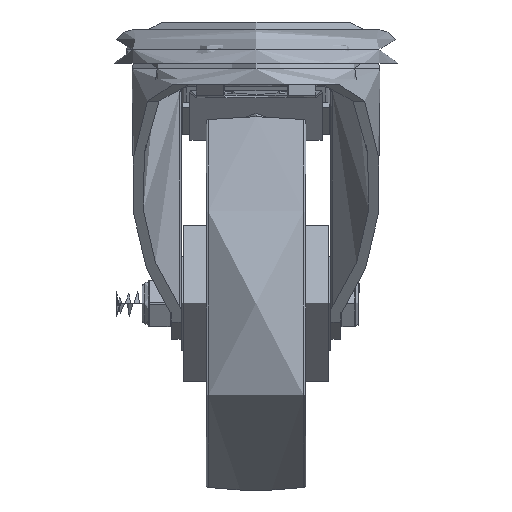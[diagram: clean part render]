
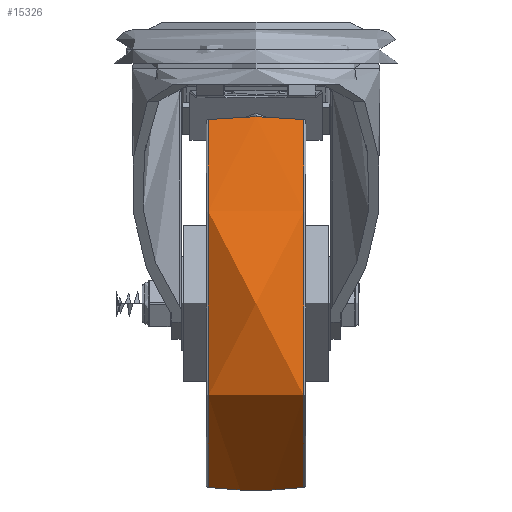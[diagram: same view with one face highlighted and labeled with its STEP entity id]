
A CAD part, left-side view. The second image highlights one B-rep face of the part: STEP entity #15326.
In plain terms, the highlighted free-form (B-spline) face has degree [2, 2] with [3, 9] control points.
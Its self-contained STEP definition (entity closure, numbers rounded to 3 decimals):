
#74=(
BOUNDED_SURFACE()
B_SPLINE_SURFACE(2,2,((#27122,#27123,#27124,#27125,#27126,#27127,#27128,
#27129,#27130),(#27131,#27132,#27133,#27134,#27135,#27136,#27137,#27138,
#27139),(#27140,#27141,#27142,#27143,#27144,#27145,#27146,#27147,#27148)),
 .UNSPECIFIED.,.F.,.T.,.F.)
B_SPLINE_SURFACE_WITH_KNOTS((3,3),(3,2,2,2,3),(-0.119,0.119),
(-3.142,-1.571,0.,1.571,3.142),
 .UNSPECIFIED.)
GEOMETRIC_REPRESENTATION_ITEM()
RATIONAL_B_SPLINE_SURFACE(((1.,0.707,1.,0.707,1.,
0.707,1.,0.707,1.),(0.993,0.702,
0.993,0.702,0.993,0.702,
0.993,0.702,0.993),(1.,0.707,
1.,0.707,1.,0.707,1.,0.707,1.)))
REPRESENTATION_ITEM('')
SURFACE()
);
#4531=FACE_OUTER_BOUND('',#5468,.T.);
#5468=EDGE_LOOP('',(#12049,#12050,#12051,#12052));
#6342=CIRCLE('',#16668,73.858);
#6343=CIRCLE('',#16669,160.625);
#6344=CIRCLE('',#16670,73.858);
#7213=VERTEX_POINT('',#27119);
#7214=VERTEX_POINT('',#27149);
#8984=EDGE_CURVE('',#7213,#7213,#6342,.T.);
#8985=EDGE_CURVE('',#7213,#7214,#6343,.T.);
#8986=EDGE_CURVE('',#7214,#7214,#6344,.T.);
#12049=ORIENTED_EDGE('',*,*,#8984,.F.);
#12050=ORIENTED_EDGE('',*,*,#8985,.T.);
#12051=ORIENTED_EDGE('',*,*,#8986,.T.);
#12052=ORIENTED_EDGE('',*,*,#8985,.F.);
#15326=ADVANCED_FACE('',(#4531),#74,.F.);
#16668=AXIS2_PLACEMENT_3D('',#27121,#18977,#18978);
#16669=AXIS2_PLACEMENT_3D('',#27150,#18979,#18980);
#16670=AXIS2_PLACEMENT_3D('',#27151,#18981,#18982);
#18977=DIRECTION('center_axis',(0.,1.,0.));
#18978=DIRECTION('ref_axis',(0.,0.,1.));
#18979=DIRECTION('center_axis',(-1.,0.,0.));
#18980=DIRECTION('ref_axis',(0.,0.,-1.));
#18981=DIRECTION('center_axis',(0.,1.,0.));
#18982=DIRECTION('ref_axis',(0.,0.,1.));
#27119=CARTESIAN_POINT('',(0.,19.119,-73.858));
#27121=CARTESIAN_POINT('Origin',(0.,19.119,0.));
#27122=CARTESIAN_POINT('Ctrl Pts',(0.,-19.119,-73.858));
#27123=CARTESIAN_POINT('Ctrl Pts',(-73.858,-19.119,
-73.858));
#27124=CARTESIAN_POINT('Ctrl Pts',(-73.858,-19.119,
0.));
#27125=CARTESIAN_POINT('Ctrl Pts',(-73.858,-19.119,
73.858));
#27126=CARTESIAN_POINT('Ctrl Pts',(0.,-19.119,73.858));
#27127=CARTESIAN_POINT('Ctrl Pts',(73.858,-19.119,73.858));
#27128=CARTESIAN_POINT('Ctrl Pts',(73.858,-19.119,0.));
#27129=CARTESIAN_POINT('Ctrl Pts',(73.858,-19.119,-73.858));
#27130=CARTESIAN_POINT('Ctrl Pts',(0.,-19.119,-73.858));
#27131=CARTESIAN_POINT('Ctrl Pts',(0.,0.,-76.15));
#27132=CARTESIAN_POINT('Ctrl Pts',(-76.15,0.,
-76.15));
#27133=CARTESIAN_POINT('Ctrl Pts',(-76.15,0.,
0.));
#27134=CARTESIAN_POINT('Ctrl Pts',(-76.15,0.,
76.15));
#27135=CARTESIAN_POINT('Ctrl Pts',(0.,0.,76.15));
#27136=CARTESIAN_POINT('Ctrl Pts',(76.15,0.,
76.15));
#27137=CARTESIAN_POINT('Ctrl Pts',(76.15,0.,
0.));
#27138=CARTESIAN_POINT('Ctrl Pts',(76.15,0.,
-76.15));
#27139=CARTESIAN_POINT('Ctrl Pts',(0.,0.,-76.15));
#27140=CARTESIAN_POINT('Ctrl Pts',(0.,19.119,-73.858));
#27141=CARTESIAN_POINT('Ctrl Pts',(-73.858,19.119,-73.858));
#27142=CARTESIAN_POINT('Ctrl Pts',(-73.858,19.119,0.));
#27143=CARTESIAN_POINT('Ctrl Pts',(-73.858,19.119,73.858));
#27144=CARTESIAN_POINT('Ctrl Pts',(0.,19.119,73.858));
#27145=CARTESIAN_POINT('Ctrl Pts',(73.858,19.119,73.858));
#27146=CARTESIAN_POINT('Ctrl Pts',(73.858,19.119,0.));
#27147=CARTESIAN_POINT('Ctrl Pts',(73.858,19.119,-73.858));
#27148=CARTESIAN_POINT('Ctrl Pts',(0.,19.119,-73.858));
#27149=CARTESIAN_POINT('',(0.,-19.119,-73.858));
#27150=CARTESIAN_POINT('Origin',(0.,0.,
85.625));
#27151=CARTESIAN_POINT('Origin',(0.,-19.119,0.));
